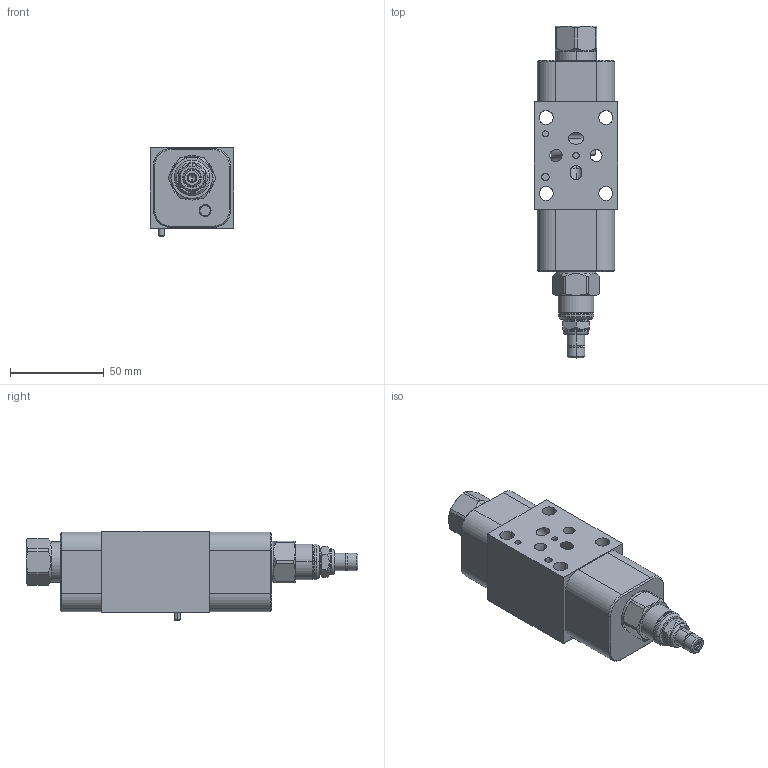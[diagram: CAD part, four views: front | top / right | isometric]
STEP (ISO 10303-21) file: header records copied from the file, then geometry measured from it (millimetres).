
FILE_DESCRIPTION((''),'2;1');
FILE_NAME('YQCBLANAA_ASM','2023-12-15T',('ProEService'),(''),'PRO/ENGINEER BY PARAMETRIC TECHNOLOGY CORPORATION, 2014200','PRO/ENGINEER BY PARAMETRIC TECHNOLOGY CORPORATION, 2014200','');
FILE_SCHEMA(('CONFIG_CONTROL_DESIGN'));
Length unit declared in the file: inch
Products named in the file (8): 150-280; 811-001-006; CXCDXCN; 850-004-250; SQDBLAN; 500-001-012; 700-002; YQCBLANAA_ASM
Assembly tree (11 placements, depth 2):
  YQCBLANAA_ASM
    150-280
    811-001-006
    CXCDXCN
    850-004-250  x2
    SQDBLAN
    500-001-012  x4
    700-002
Bounding box: 44.45 x 176.96 x 47.5 mm (x, y, z)
Volume: 197242.8 mm3; surface area: 52458.5 mm2
Topology: 11 solids, 12 shells, 543 faces, 1635 edges, 1294 vertices
Faces by surface type: cylinder 209, plane 145, cone 107, torus 47, revolution 20, sphere 15
Entity records: 21787 total; most frequent: CARTESIAN_POINT 7285, DIRECTION 3117, ORIENTED_EDGE 2526, EDGE_CURVE 1263, AXIS2_PLACEMENT_3D 1143, VECTOR 811, LINE 811, VERTEX_POINT 785
